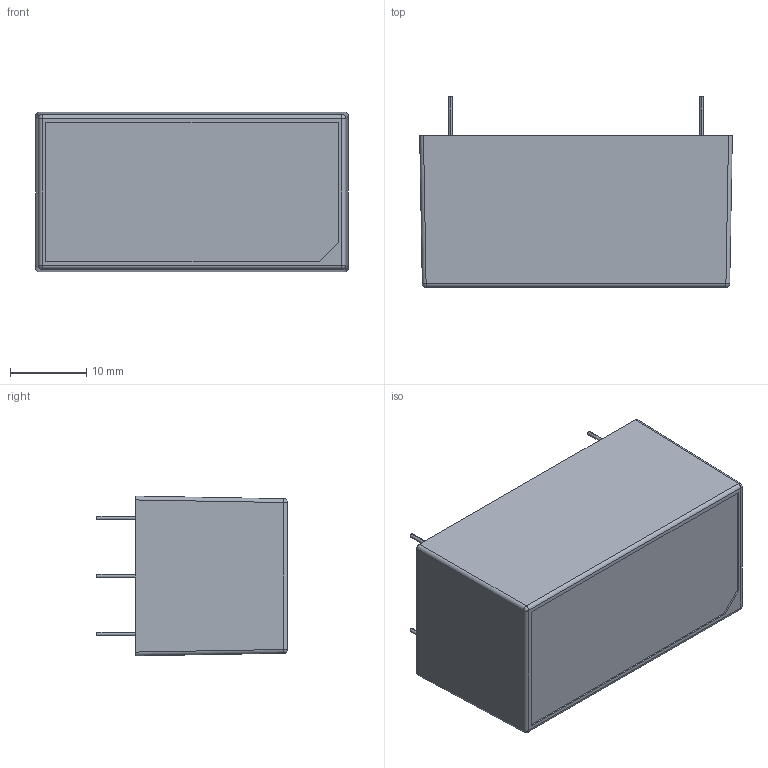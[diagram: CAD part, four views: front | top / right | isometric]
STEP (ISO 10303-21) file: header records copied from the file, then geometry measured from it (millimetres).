
FILE_DESCRIPTION (( 'STEP AP214' ), '1' );
FILE_NAME ('CFM06S-E ¦¨«~¹Ï(03)-1060929.STEP', '2022-06-30T06:45:13', ( '' ), ( '' ), 'SwSTEP 2.0', 'SolidWorks 2020', '' );
FILE_SCHEMA (( 'AUTOMOTIVE_DESIGN' ));
Length unit declared in the file: millimetre
Products named in the file (13): CFM06-E BASE PIN d0.5x21.8mm-1061219; VCE03電容 8x12.8-1060105; CFM06 Electrolitic Capacitor Radial ; CFM06S-E 成品圖(03)-1060929; Axial0_4_10K-1060425; CFM04S-P成品圖2021.09.08; CFM04S CY1示意圖2021.09.08; CFM04S PCB 2021.09.07; CFM06 CASE G5689113106 (M-B438-00-M)-1061219; CFM06-E BASE G5689114106 (M-B439-00-M)-1061219; CFM04S變壓器2021.09.07; CFM06灌膠口-1060516
Assembly tree (17 placements, depth 3):
  CFM06S-E 成品圖(03)-1060929
    CFM06 CASE G5689113106 (M-B438-00-M)-1061219
    CFM06-E BASE G5689114106 (M-B439-00-M)-1061219
      CFM06-E BASE G5689114106 (M-B439-00-M)-1061219
      CFM06-E BASE PIN d0.5x21.8mm-1061219  x4
    CFM04S-P成品圖2021.09.08
      VCE03電容 8x12.8-1060105  x2
      Axial0_4_10K-1060425
      CFM06 Electrolitic Capacitor Radial 
      CFM04S PCB 2021.09.07
      CFM04S CY1示意圖2021.09.08  x2
      CFM04S變壓器2021.09.07
    CFM06灌膠口-1060516
Bounding box: 41.1 x 25.1 x 21 mm (x, y, z)
Volume: 8747 mm3; surface area: 13882.5 mm2
Topology: 18 solids, 18 shells, 801 faces, 2003 edges, 1256 vertices
Faces by surface type: plane 375, cylinder 256, bspline 92, torus 58, cone 16, sphere 4
Entity records: 20104 total; most frequent: CARTESIAN_POINT 5657, DIRECTION 2659, ORIENTED_EDGE 2642, EDGE_CURVE 1321, AXIS2_PLACEMENT_3D 949, VERTEX_POINT 842, VECTOR 761, LINE 761
